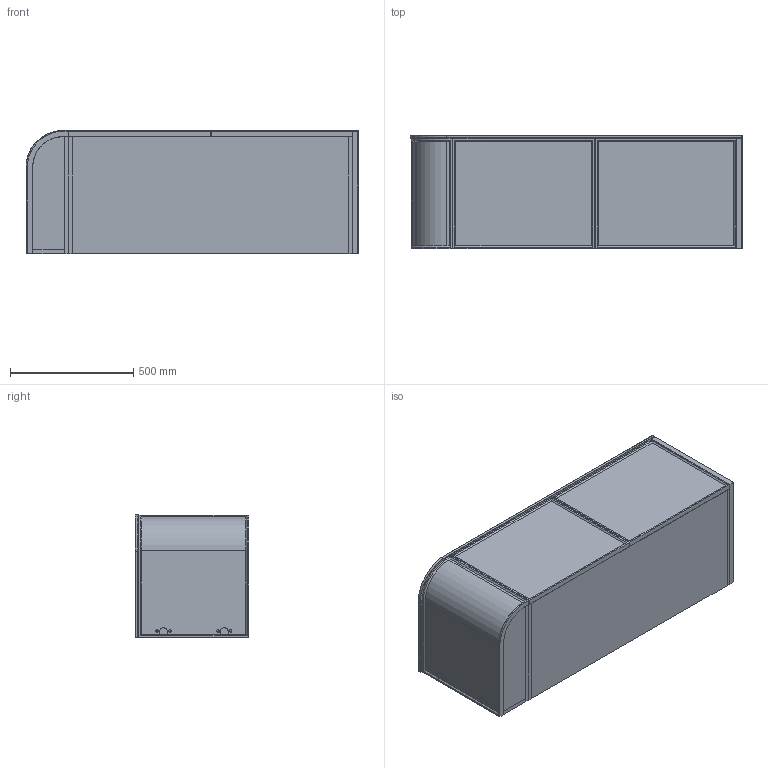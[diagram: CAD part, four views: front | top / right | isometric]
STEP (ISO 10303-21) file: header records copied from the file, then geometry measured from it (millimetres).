
FILE_DESCRIPTION (( 'STEP AP214' ), '1' );
FILE_NAME ('2355622.STEP', '2023-09-28T23:23:18', ( '' ), ( '' ), 'SwSTEP 2.0', 'SolidWorks 2021', '' );
FILE_SCHEMA (( 'AUTOMOTIVE_DESIGN' ));
Length unit declared in the file: millimetre
Products named in the file (12): Kado Era 1350 (DRAWER) SINGLE END; End Carcass LEFT; 1500 Drawer Kado Era (LEFT - CENTRE BOWL); 1500 Drawer Kado Era (RIGHT - CENTRE BOWL); 1500 INTERNAL Drawer Kado Era (NO U SHOE) CENTRE; 1350 Benchtop (12mm) DRAWER SINGLE END; 1500 Centre Carcass; 1350 Benchtop (12mm) DRAWER; Kado Era Curved End Panel; Kado Era 1500 CENTRE Carcass (DRAWER); 2355622; Filler Panel
Assembly tree (12 placements, depth 4):
  2355622
    Kado Era 1350 (DRAWER) SINGLE END
      Kado Era Curved End Panel
      End Carcass LEFT
      Filler Panel
      1350 Benchtop (12mm) DRAWER
        1350 Benchtop (12mm) DRAWER SINGLE END
      1500 Centre Carcass
        Kado Era 1500 CENTRE Carcass (DRAWER)
        1500 Drawer Kado Era (LEFT - CENTRE BOWL)
        1500 Drawer Kado Era (RIGHT - CENTRE BOWL)
        1500 INTERNAL Drawer Kado Era (NO U SHOE) CENTRE  x2
Bounding box: 1348.5 x 462 x 500 mm (x, y, z)
Volume: 78878944.6 mm3; surface area: 11173634.8 mm2
Topology: 35 solids, 35 shells, 342 faces, 756 edges, 484 vertices
Faces by surface type: plane 298, cylinder 32, sphere 8, cone 4
Entity records: 10175 total; most frequent: CARTESIAN_POINT 1390, DIRECTION 1354, ORIENTED_EDGE 1304, EDGE_CURVE 652, LINE 586, VECTOR 586, VERTEX_POINT 420, AXIS2_PLACEMENT_3D 384
